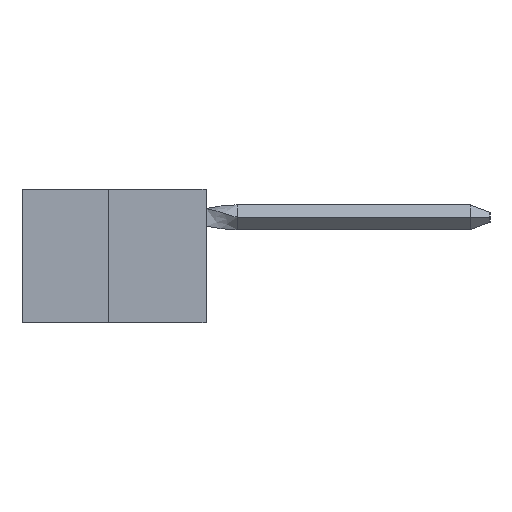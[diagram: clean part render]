
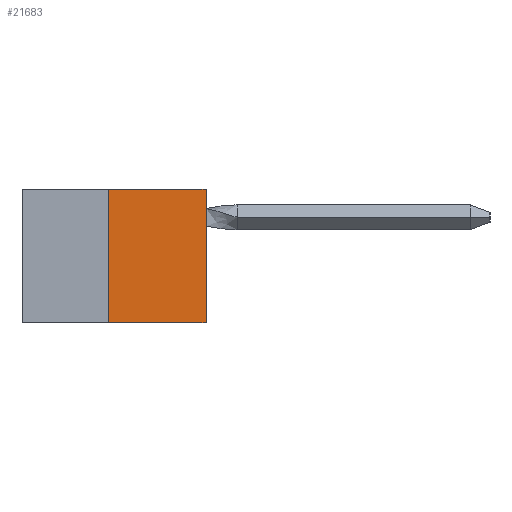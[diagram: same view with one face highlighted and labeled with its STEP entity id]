
A CAD part, left-side view. The second image highlights one B-rep face of the part: STEP entity #21683.
In plain terms, the highlighted planar face has unit normal (-1, 0, 0).
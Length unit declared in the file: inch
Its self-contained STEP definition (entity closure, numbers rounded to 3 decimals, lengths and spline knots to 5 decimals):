
#256 = VECTOR ( 'NONE', #15426, 39.37008 ) ;
#975 = DIRECTION ( 'NONE',  ( 0., -1., 0. ) ) ;
#2623 = ORIENTED_EDGE ( 'NONE', *, *, #19538, .F. ) ;
#2629 = VERTEX_POINT ( 'NONE', #4223 ) ;
#3353 = ORIENTED_EDGE ( 'NONE', *, *, #21716, .T. ) ;
#4223 = CARTESIAN_POINT ( 'NONE',  ( 0., 0., 0. ) ) ;
#4273 = VECTOR ( 'NONE', #21334, 39.37008 ) ;
#5296 = CARTESIAN_POINT ( 'NONE',  ( 0., 0.25, -0.343 ) ) ;
#5342 = LINE ( 'NONE', #18553, #18961 ) ;
#6331 = FACE_OUTER_BOUND ( 'NONE', #18445, .T. ) ;
#6346 = DIRECTION ( 'NONE',  ( 0., 0., -1. ) ) ;
#6511 = CARTESIAN_POINT ( 'NONE',  ( 0., 0.473, -0.343 ) ) ;
#6640 = CARTESIAN_POINT ( 'NONE',  ( 0., 0., 0. ) ) ;
#6803 = CARTESIAN_POINT ( 'NONE',  ( 0., 0., -0.343 ) ) ;
#9169 = LINE ( 'NONE', #6640, #256 ) ;
#9663 = VECTOR ( 'NONE', #975, 39.37008 ) ;
#9816 = LINE ( 'NONE', #16150, #4273 ) ;
#10071 = DIRECTION ( 'NONE',  ( 1., 0., 0. ) ) ;
#10572 = AXIS2_PLACEMENT_3D ( 'NONE', #17087, #10071, #6346 ) ;
#10622 = EDGE_CURVE ( 'NONE', #15598, #12894, #9816, .T. ) ;
#10978 = VERTEX_POINT ( 'NONE', #6803 ) ;
#11382 = ORIENTED_EDGE ( 'NONE', *, *, #20294, .T. ) ;
#12724 = LINE ( 'NONE', #6511, #9663 ) ;
#12894 = VERTEX_POINT ( 'NONE', #13682 ) ;
#13503 = PLANE ( 'NONE',  #10572 ) ;
#13682 = CARTESIAN_POINT ( 'NONE',  ( 0., 0.25, 0. ) ) ;
#13704 = ORIENTED_EDGE ( 'NONE', *, *, #10622, .F. ) ;
#15069 = DIRECTION ( 'NONE',  ( 0., -1., 0. ) ) ;
#15426 = DIRECTION ( 'NONE',  ( 0., 0., 1. ) ) ;
#15598 = VERTEX_POINT ( 'NONE', #5296 ) ;
#16150 = CARTESIAN_POINT ( 'NONE',  ( 0., 0.25, 0. ) ) ;
#17087 = CARTESIAN_POINT ( 'NONE',  ( 0., 0.473, 0. ) ) ;
#18445 = EDGE_LOOP ( 'NONE', ( #2623, #13704, #3353, #11382 ) ) ;
#18553 = CARTESIAN_POINT ( 'NONE',  ( 0., 0.473, 0. ) ) ;
#18961 = VECTOR ( 'NONE', #15069, 39.37008 ) ;
#19538 = EDGE_CURVE ( 'NONE', #12894, #2629, #5342, .T. ) ;
#20294 = EDGE_CURVE ( 'NONE', #10978, #2629, #9169, .T. ) ;
#21334 = DIRECTION ( 'NONE',  ( 0., 0., 1. ) ) ;
#21683 = ADVANCED_FACE ( 'NONE', ( #6331 ), #13503, .F. ) ;
#21716 = EDGE_CURVE ( 'NONE', #15598, #10978, #12724, .T. ) ;
